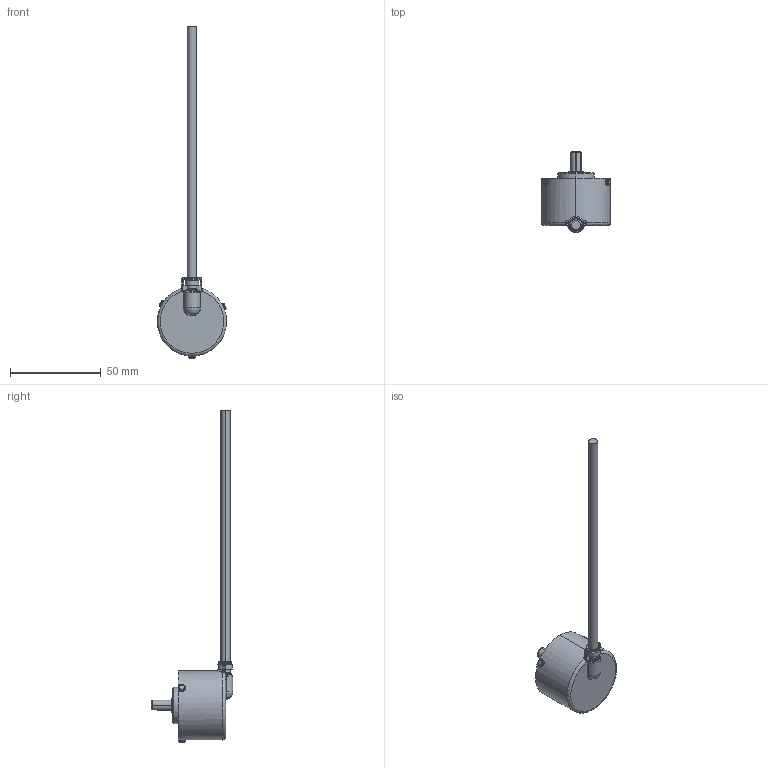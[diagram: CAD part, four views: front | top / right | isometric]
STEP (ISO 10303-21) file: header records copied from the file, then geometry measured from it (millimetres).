
FILE_DESCRIPTION (( 'STEP AP214' ), '1' );
FILE_NAME ('TRD-S2500AD.STEP', '2017-07-11T11:24:54', ( '' ), ( '' ), 'SwSTEP 2.0', 'SolidWorks 2016', '' );
FILE_SCHEMA (( 'AUTOMOTIVE_DESIGN' ));
Length unit declared in the file: inch
Products named in the file (1): TRD-S2500AD
Bounding box: 37.95 x 44.9 x 182.6 mm (x, y, z)
Volume: 33892 mm3; surface area: 8933.5 mm2
Topology: 3 solids, 4 shells, 257 faces, 654 edges, 401 vertices
Faces by surface type: cylinder 100, plane 98, torus 24, bspline 17, cone 14, sphere 4
Entity records: 8605 total; most frequent: CARTESIAN_POINT 2346, DIRECTION 1339, ORIENTED_EDGE 1292, EDGE_CURVE 646, AXIS2_PLACEMENT_3D 522, VERTEX_POINT 401, VECTOR 295, LINE 295
